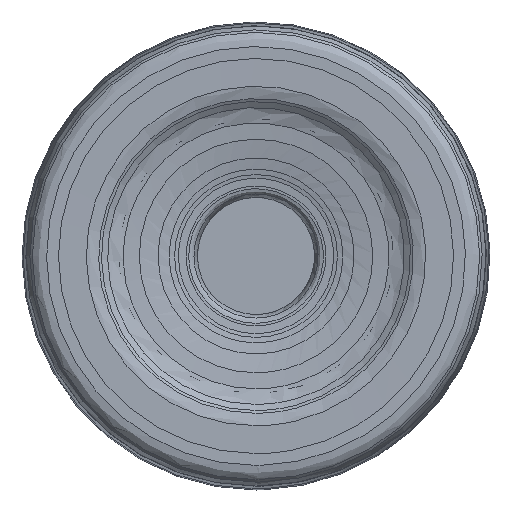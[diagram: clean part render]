
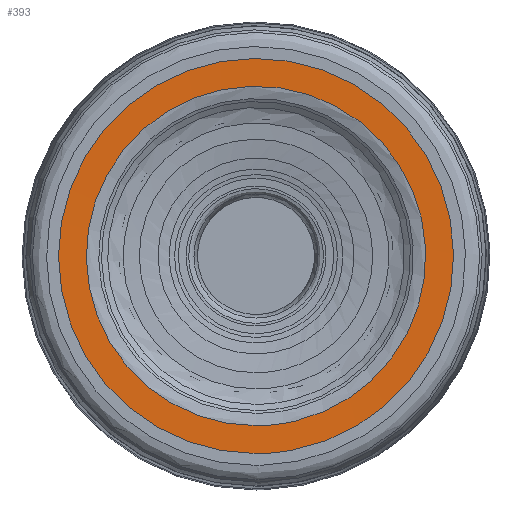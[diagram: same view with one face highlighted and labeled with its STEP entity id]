
A CAD part, left-side view. The second image highlights one B-rep face of the part: STEP entity #393.
In plain terms, the highlighted face is a revolution surface.
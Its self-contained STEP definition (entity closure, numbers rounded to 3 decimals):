
#62=SURFACE_OF_REVOLUTION('',#140,#101);
#101=AXIS1_PLACEMENT('',#1744,#1226);
#140=B_SPLINE_CURVE_WITH_KNOTS('',3,(#1731,#1732,#1733,#1734,#1735,#1736,
#1737,#1738,#1739,#1740,#1741,#1742,#1743),.UNSPECIFIED.,.F.,.F.,(4,3,3,
3,4),(0.,0.169,0.446,0.723,1.),
 .UNSPECIFIED.);
#393=ADVANCED_FACE('',(#517,#518),#62,.T.);
#517=FACE_BOUND('',#637,.T.);
#518=FACE_BOUND('',#638,.T.);
#637=EDGE_LOOP('',(#757));
#638=EDGE_LOOP('',(#758));
#757=ORIENTED_EDGE('',*,*,#841,.F.);
#758=ORIENTED_EDGE('',*,*,#878,.T.);
#781=VERTEX_POINT('',#1295);
#818=VERTEX_POINT('',#1725);
#841=EDGE_CURVE('',#781,#781,#901,.T.);
#878=EDGE_CURVE('',#818,#818,#938,.T.);
#901=CIRCLE('',#984,6.871);
#938=CIRCLE('',#1021,5.902);
#984=AXIS2_PLACEMENT_3D('',#1294,#1112,#1113);
#1021=AXIS2_PLACEMENT_3D('',#1724,#1223,#1224);
#1112=DIRECTION('',(1.,0.,0.));
#1113=DIRECTION('',(0.,0.,-1.));
#1223=DIRECTION('',(1.,0.,0.));
#1224=DIRECTION('',(0.,0.,-1.));
#1226=DIRECTION('',(1.,0.,0.));
#1294=CARTESIAN_POINT('',(0.016,0.,0.));
#1295=CARTESIAN_POINT('',(0.016,0.,-6.871));
#1724=CARTESIAN_POINT('',(0.026,0.,0.));
#1725=CARTESIAN_POINT('',(0.026,0.,-5.902));
#1731=CARTESIAN_POINT('',(0.026,-5.876,0.556));
#1732=CARTESIAN_POINT('',(0.026,-5.932,0.542));
#1733=CARTESIAN_POINT('',(0.025,-5.987,0.529));
#1734=CARTESIAN_POINT('',(0.025,-6.043,0.516));
#1735=CARTESIAN_POINT('',(0.023,-6.134,0.494));
#1736=CARTESIAN_POINT('',(0.022,-6.225,0.472));
#1737=CARTESIAN_POINT('',(0.021,-6.316,0.45));
#1738=CARTESIAN_POINT('',(0.02,-6.407,0.429));
#1739=CARTESIAN_POINT('',(0.019,-6.499,0.407));
#1740=CARTESIAN_POINT('',(0.018,-6.59,0.385));
#1741=CARTESIAN_POINT('',(0.017,-6.681,0.363));
#1742=CARTESIAN_POINT('',(0.016,-6.772,0.342));
#1743=CARTESIAN_POINT('',(0.016,-6.863,0.32));
#1744=CARTESIAN_POINT('',(0.,0.,0.));
